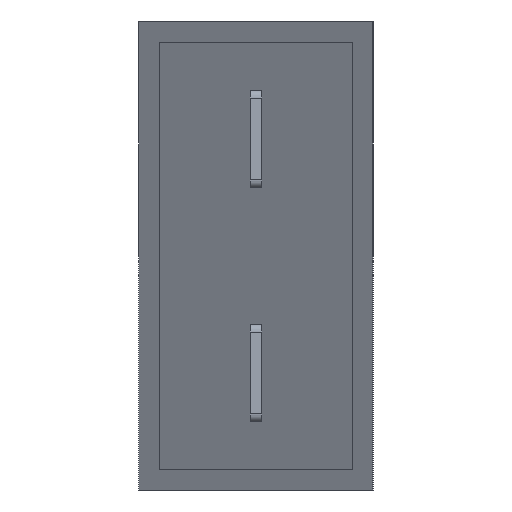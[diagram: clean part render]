
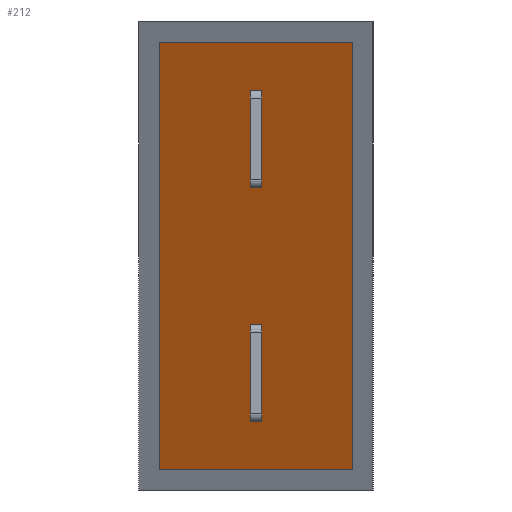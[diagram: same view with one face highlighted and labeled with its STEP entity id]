
A CAD part, left-side view. The second image highlights one B-rep face of the part: STEP entity #212.
In plain terms, the highlighted planar face has unit normal (-0.832, 0.555, 0).
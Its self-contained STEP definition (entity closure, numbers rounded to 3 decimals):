
#86 = VECTOR ( 'NONE', #821, 1000. ) ;
#176 = DIRECTION ( 'NONE',  ( 0., 0., 1. ) ) ;
#188 = CARTESIAN_POINT ( 'NONE',  ( -147.739, 2.6, -27.4 ) ) ;
#212 = ADVANCED_FACE ( 'NONE', ( #217 ), #598, .F. ) ;
#217 = FACE_OUTER_BOUND ( 'NONE', #544, .T. ) ;
#223 = ORIENTED_EDGE ( 'NONE', *, *, #572, .T. ) ;
#229 = ORIENTED_EDGE ( 'NONE', *, *, #713, .F. ) ;
#230 = ORIENTED_EDGE ( 'NONE', *, *, #517, .F. ) ;
#233 = ORIENTED_EDGE ( 'NONE', *, *, #457, .T. ) ;
#305 = CARTESIAN_POINT ( 'NONE',  ( -147.739, 2.6, -27.4 ) ) ;
#320 = DIRECTION ( 'NONE',  ( 0.555, 0.832, 0. ) ) ;
#444 = CARTESIAN_POINT ( 'NONE',  ( -131.206, 27.4, -27.4 ) ) ;
#448 = CARTESIAN_POINT ( 'NONE',  ( -131.206, 27.4, 27.4 ) ) ;
#457 = EDGE_CURVE ( 'NONE', #689, #788, #845, .T. ) ;
#517 = EDGE_CURVE ( 'NONE', #689, #1098, #767, .T. ) ;
#544 = EDGE_LOOP ( 'NONE', ( #223, #229, #230, #233 ) ) ;
#572 = EDGE_CURVE ( 'NONE', #788, #852, #605, .T. ) ;
#594 = CARTESIAN_POINT ( 'NONE',  ( -131.206, 27.4, -27.4 ) ) ;
#598 = PLANE ( 'NONE',  #753 ) ;
#605 = LINE ( 'NONE', #616, #86 ) ;
#616 = CARTESIAN_POINT ( 'NONE',  ( -147.739, 2.6, 27.4 ) ) ;
#625 = VECTOR ( 'NONE', #1020, 1000. ) ;
#672 = DIRECTION ( 'NONE',  ( 0.555, 0.832, 0. ) ) ;
#681 = CARTESIAN_POINT ( 'NONE',  ( -147.739, 2.6, -27.4 ) ) ;
#689 = VERTEX_POINT ( 'NONE', #188 ) ;
#692 = LINE ( 'NONE', #444, #625 ) ;
#713 = EDGE_CURVE ( 'NONE', #1098, #852, #692, .T. ) ;
#718 = VECTOR ( 'NONE', #176, 1000. ) ;
#753 = AXIS2_PLACEMENT_3D ( 'NONE', #305, #1080, #672 ) ;
#767 = LINE ( 'NONE', #681, #1058 ) ;
#788 = VERTEX_POINT ( 'NONE', #1082 ) ;
#821 = DIRECTION ( 'NONE',  ( 0.555, 0.832, 0. ) ) ;
#842 = CARTESIAN_POINT ( 'NONE',  ( -147.739, 2.6, -27.4 ) ) ;
#845 = LINE ( 'NONE', #842, #718 ) ;
#852 = VERTEX_POINT ( 'NONE', #448 ) ;
#1020 = DIRECTION ( 'NONE',  ( 0., 0., 1. ) ) ;
#1058 = VECTOR ( 'NONE', #320, 1000. ) ;
#1080 = DIRECTION ( 'NONE',  ( 0.832, -0.555, 0. ) ) ;
#1082 = CARTESIAN_POINT ( 'NONE',  ( -147.739, 2.6, 27.4 ) ) ;
#1098 = VERTEX_POINT ( 'NONE', #594 ) ;
